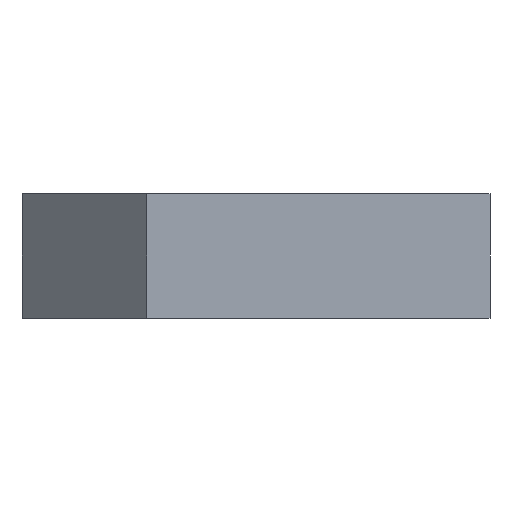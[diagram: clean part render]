
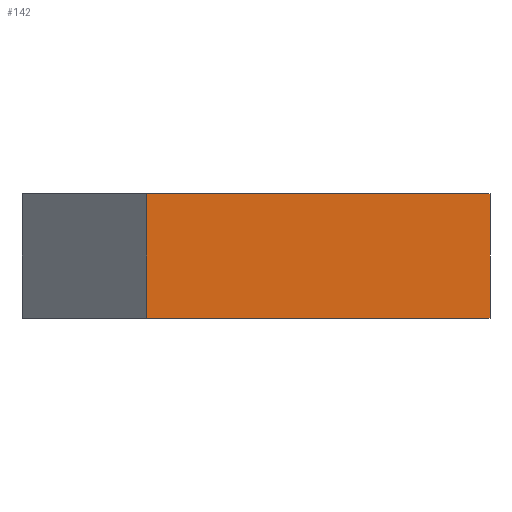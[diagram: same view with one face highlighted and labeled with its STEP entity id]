
A CAD part, front view. The second image highlights one B-rep face of the part: STEP entity #142.
In plain terms, the highlighted planar face has unit normal (0, -1, 0).
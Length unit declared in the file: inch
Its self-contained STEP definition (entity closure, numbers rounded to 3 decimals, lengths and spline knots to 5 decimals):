
#16=FACE_OUTER_BOUND('',#24,.T.);
#24=EDGE_LOOP('',(#101,#102,#103,#104));
#35=LINE('',#220,#53);
#36=LINE('',#222,#54);
#37=LINE('',#224,#55);
#38=LINE('',#225,#56);
#53=VECTOR('',#181,1.375);
#54=VECTOR('',#182,0.5);
#55=VECTOR('',#183,1.375);
#56=VECTOR('',#184,0.5);
#71=VERTEX_POINT('',#218);
#72=VERTEX_POINT('',#219);
#73=VERTEX_POINT('',#221);
#74=VERTEX_POINT('',#223);
#83=EDGE_CURVE('',#71,#72,#35,.T.);
#84=EDGE_CURVE('',#71,#73,#36,.T.);
#85=EDGE_CURVE('',#73,#74,#37,.T.);
#86=EDGE_CURVE('',#72,#74,#38,.T.);
#101=ORIENTED_EDGE('',*,*,#83,.F.);
#102=ORIENTED_EDGE('',*,*,#84,.T.);
#103=ORIENTED_EDGE('',*,*,#85,.T.);
#104=ORIENTED_EDGE('',*,*,#86,.F.);
#134=PLANE('',#164);
#142=ADVANCED_FACE('',(#16),#134,.F.);
#164=AXIS2_PLACEMENT_3D('',#217,#179,#180);
#179=DIRECTION('center_axis',(0.,1.,0.));
#180=DIRECTION('ref_axis',(0.,0.,1.));
#181=DIRECTION('',(1.,0.,0.));
#182=DIRECTION('',(0.,0.,-1.));
#183=DIRECTION('',(1.,0.,0.));
#184=DIRECTION('',(0.,0.,-1.));
#217=CARTESIAN_POINT('Origin',(-2.,0.,0.5));
#218=CARTESIAN_POINT('',(-1.5,0.,0.5));
#219=CARTESIAN_POINT('',(-0.125,0.,0.5));
#220=CARTESIAN_POINT('',(-1.5,0.,0.5));
#221=CARTESIAN_POINT('',(-1.5,0.,0.));
#222=CARTESIAN_POINT('',(-1.5,0.,0.5));
#223=CARTESIAN_POINT('',(-0.125,0.,0.));
#224=CARTESIAN_POINT('',(-1.5,0.,0.));
#225=CARTESIAN_POINT('',(-0.125,0.,0.5));
